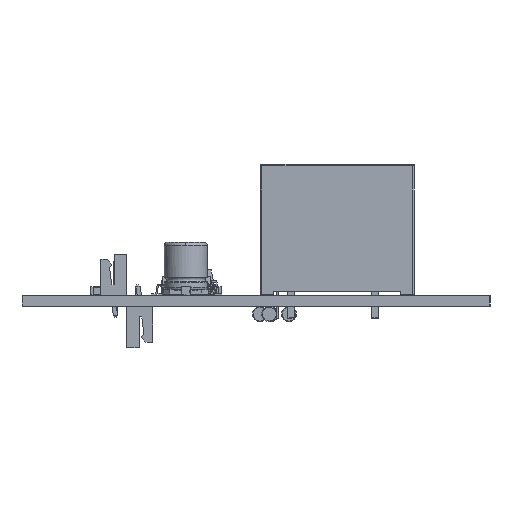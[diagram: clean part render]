
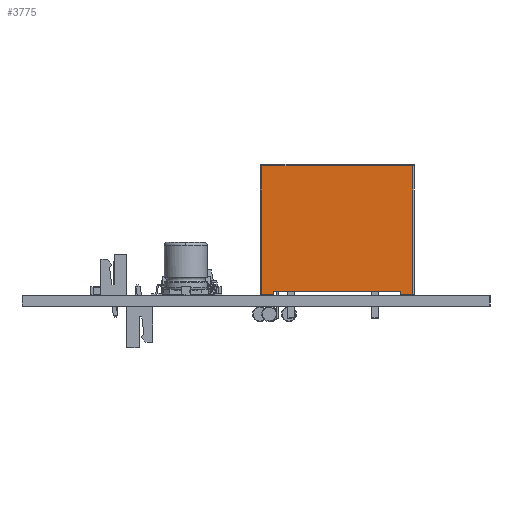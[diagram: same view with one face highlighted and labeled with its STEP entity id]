
A CAD part, left-side view. The second image highlights one B-rep face of the part: STEP entity #3775.
In plain terms, the highlighted planar face has unit normal (-1, 0, 0).
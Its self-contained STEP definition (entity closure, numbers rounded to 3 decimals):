
#3568 = VERTEX_POINT('',#3569);
#3569 = CARTESIAN_POINT('',(-8.25,2.3,18.85));
#3576 = EDGE_CURVE('',#3577,#3568,#3579,.T.);
#3577 = VERTEX_POINT('',#3578);
#3578 = CARTESIAN_POINT('',(-8.25,-19.7,18.85));
#3579 = LINE('',#3580,#3581);
#3580 = CARTESIAN_POINT('',(-8.25,-19.7,18.85));
#3581 = VECTOR('',#3582,1.);
#3582 = DIRECTION('',(0.,1.,0.));
#3775 = ADVANCED_FACE('',(#3776),#3833,.T.);
#3776 = FACE_BOUND('',#3777,.T.);
#3777 = EDGE_LOOP('',(#3778,#3786,#3794,#3802,#3810,#3818,#3826,#3832));
#3778 = ORIENTED_EDGE('',*,*,#3779,.F.);
#3779 = EDGE_CURVE('',#3780,#3568,#3782,.T.);
#3780 = VERTEX_POINT('',#3781);
#3781 = CARTESIAN_POINT('',(-8.25,2.3,0.1));
#3782 = LINE('',#3783,#3784);
#3783 = CARTESIAN_POINT('',(-8.25,2.3,0.1));
#3784 = VECTOR('',#3785,1.);
#3785 = DIRECTION('',(0.,0.,1.));
#3786 = ORIENTED_EDGE('',*,*,#3787,.F.);
#3787 = EDGE_CURVE('',#3788,#3780,#3790,.T.);
#3788 = VERTEX_POINT('',#3789);
#3789 = CARTESIAN_POINT('',(-8.25,0.55,0.1));
#3790 = LINE('',#3791,#3792);
#3791 = CARTESIAN_POINT('',(-8.25,-19.95,0.1));
#3792 = VECTOR('',#3793,1.);
#3793 = DIRECTION('',(0.,1.,0.));
#3794 = ORIENTED_EDGE('',*,*,#3795,.T.);
#3795 = EDGE_CURVE('',#3788,#3796,#3798,.T.);
#3796 = VERTEX_POINT('',#3797);
#3797 = CARTESIAN_POINT('',(-8.25,0.55,0.6));
#3798 = LINE('',#3799,#3800);
#3799 = CARTESIAN_POINT('',(-8.25,0.55,0.1));
#3800 = VECTOR('',#3801,1.);
#3801 = DIRECTION('',(0.,0.,1.));
#3802 = ORIENTED_EDGE('',*,*,#3803,.F.);
#3803 = EDGE_CURVE('',#3804,#3796,#3806,.T.);
#3804 = VERTEX_POINT('',#3805);
#3805 = CARTESIAN_POINT('',(-8.25,-17.95,0.6));
#3806 = LINE('',#3807,#3808);
#3807 = CARTESIAN_POINT('',(-8.25,-17.95,0.6));
#3808 = VECTOR('',#3809,1.);
#3809 = DIRECTION('',(0.,1.,0.));
#3810 = ORIENTED_EDGE('',*,*,#3811,.F.);
#3811 = EDGE_CURVE('',#3812,#3804,#3814,.T.);
#3812 = VERTEX_POINT('',#3813);
#3813 = CARTESIAN_POINT('',(-8.25,-17.95,0.1));
#3814 = LINE('',#3815,#3816);
#3815 = CARTESIAN_POINT('',(-8.25,-17.95,0.1));
#3816 = VECTOR('',#3817,1.);
#3817 = DIRECTION('',(0.,0.,1.));
#3818 = ORIENTED_EDGE('',*,*,#3819,.F.);
#3819 = EDGE_CURVE('',#3820,#3812,#3822,.T.);
#3820 = VERTEX_POINT('',#3821);
#3821 = CARTESIAN_POINT('',(-8.25,-19.7,0.1));
#3822 = LINE('',#3823,#3824);
#3823 = CARTESIAN_POINT('',(-8.25,-19.95,0.1));
#3824 = VECTOR('',#3825,1.);
#3825 = DIRECTION('',(0.,1.,0.));
#3826 = ORIENTED_EDGE('',*,*,#3827,.T.);
#3827 = EDGE_CURVE('',#3820,#3577,#3828,.T.);
#3828 = LINE('',#3829,#3830);
#3829 = CARTESIAN_POINT('',(-8.25,-19.7,0.1));
#3830 = VECTOR('',#3831,1.);
#3831 = DIRECTION('',(0.,0.,1.));
#3832 = ORIENTED_EDGE('',*,*,#3576,.T.);
#3833 = PLANE('',#3834);
#3834 = AXIS2_PLACEMENT_3D('',#3835,#3836,#3837);
#3835 = CARTESIAN_POINT('',(-8.25,-19.95,0.1));
#3836 = DIRECTION('',(-1.,0.,0.));
#3837 = DIRECTION('',(0.,1.,0.));
